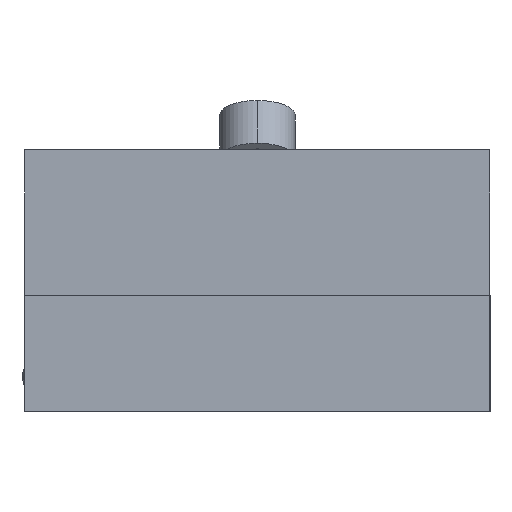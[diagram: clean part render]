
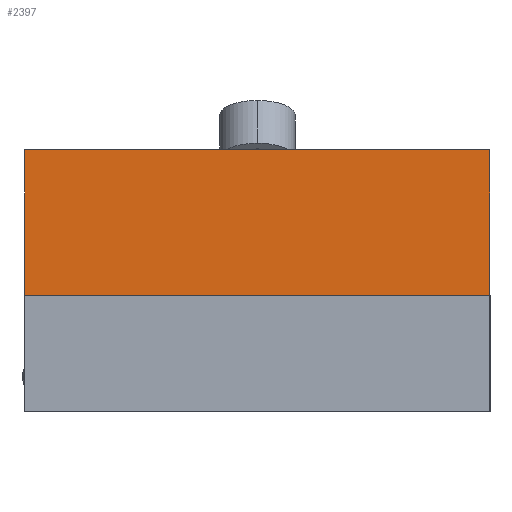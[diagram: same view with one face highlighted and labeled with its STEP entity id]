
A CAD part, left-side view. The second image highlights one B-rep face of the part: STEP entity #2397.
In plain terms, the highlighted free-form (B-spline) face has degree [1, 1] with [2, 2] control points.
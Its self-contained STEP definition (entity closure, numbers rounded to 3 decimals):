
#2304 = VERTEX_POINT('',#2305);
#2305 = CARTESIAN_POINT('',(-154.689,42.76,
    23.097));
#2310 = EDGE_CURVE('',#2304,#2311,#2313,.T.);
#2311 = VERTEX_POINT('',#2312);
#2312 = CARTESIAN_POINT('',(-154.689,-39.364,
    23.097));
#2313 = B_SPLINE_CURVE_WITH_KNOTS('',1,(#2314,#2315),.UNSPECIFIED.,.F.,
  .F.,(2,2),(0.,80.),.PIECEWISE_BEZIER_KNOTS.);
#2314 = CARTESIAN_POINT('',(-154.689,42.76,
    23.097));
#2315 = CARTESIAN_POINT('',(-154.689,-39.364,
    23.097));
#2344 = VERTEX_POINT('',#2345);
#2345 = CARTESIAN_POINT('',(-154.689,42.76,
    -2.566));
#2358 = VERTEX_POINT('',#2359);
#2359 = CARTESIAN_POINT('',(-154.689,-39.364,
    -2.566));
#2364 = EDGE_CURVE('',#2344,#2358,#2365,.T.);
#2365 = B_SPLINE_CURVE_WITH_KNOTS('',1,(#2366,#2367),.UNSPECIFIED.,.F.,
  .F.,(2,2),(0.,80.),.PIECEWISE_BEZIER_KNOTS.);
#2366 = CARTESIAN_POINT('',(-154.689,42.76,
    -2.566));
#2367 = CARTESIAN_POINT('',(-154.689,-39.364,
    -2.566));
#2382 = EDGE_CURVE('',#2304,#2344,#2383,.T.);
#2383 = B_SPLINE_CURVE_WITH_KNOTS('',1,(#2384,#2385),.UNSPECIFIED.,.F.,
  .F.,(2,2),(-0.,25.),.PIECEWISE_BEZIER_KNOTS.);
#2384 = CARTESIAN_POINT('',(-154.689,42.76,
    23.097));
#2385 = CARTESIAN_POINT('',(-154.689,42.76,
    -2.566));
#2397 = ADVANCED_FACE('',(#2398),#2408,.F.);
#2398 = FACE_BOUND('',#2399,.T.);
#2399 = EDGE_LOOP('',(#2400,#2401,#2406,#2407));
#2400 = ORIENTED_EDGE('',*,*,#2364,.T.);
#2401 = ORIENTED_EDGE('',*,*,#2402,.F.);
#2402 = EDGE_CURVE('',#2311,#2358,#2403,.T.);
#2403 = B_SPLINE_CURVE_WITH_KNOTS('',1,(#2404,#2405),.UNSPECIFIED.,.F.,
  .F.,(2,2),(-0.,25.),.PIECEWISE_BEZIER_KNOTS.);
#2404 = CARTESIAN_POINT('',(-154.689,-39.364,
    23.097));
#2405 = CARTESIAN_POINT('',(-154.689,-39.364,
    -2.566));
#2406 = ORIENTED_EDGE('',*,*,#2310,.F.);
#2407 = ORIENTED_EDGE('',*,*,#2382,.T.);
#2408 = B_SPLINE_SURFACE_WITH_KNOTS('',1,1,(
    (#2409,#2410)
    ,(#2411,#2412
    )),.UNSPECIFIED.,.F.,.F.,.F.,(2,2),(2,2),(-80.,0.),(-25.,0.),
  .PIECEWISE_BEZIER_KNOTS.);
#2409 = CARTESIAN_POINT('',(-154.689,-39.364,
    -2.566));
#2410 = CARTESIAN_POINT('',(-154.689,-39.364,
    23.097));
#2411 = CARTESIAN_POINT('',(-154.689,42.76,
    -2.566));
#2412 = CARTESIAN_POINT('',(-154.689,42.76,
    23.097));
